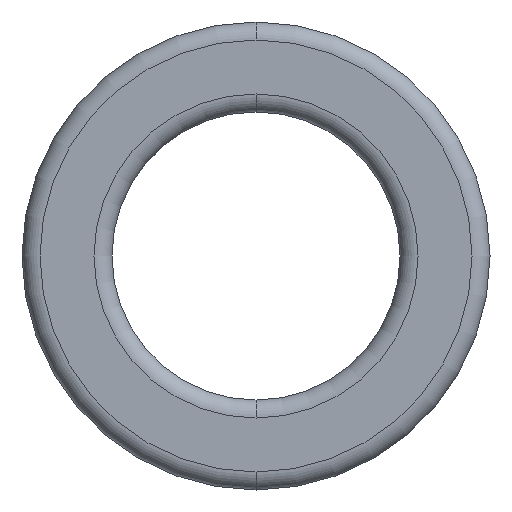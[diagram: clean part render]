
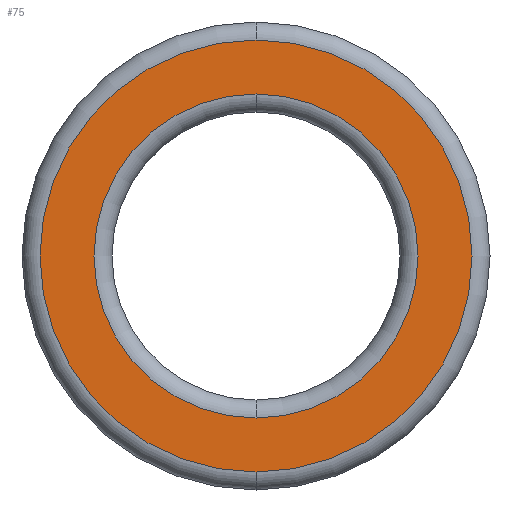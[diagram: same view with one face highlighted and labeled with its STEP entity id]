
A CAD part, front view. The second image highlights one B-rep face of the part: STEP entity #75.
In plain terms, the highlighted planar face has unit normal (0, -1, 0).
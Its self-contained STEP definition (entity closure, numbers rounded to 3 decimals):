
#4 = DIRECTION ( 'NONE',  ( 0., 1., 0. ) ) ;
#21 = CIRCLE ( 'NONE', #176, 6. ) ;
#34 = DIRECTION ( 'NONE',  ( 0., 0., 1. ) ) ;
#35 = AXIS2_PLACEMENT_3D ( 'NONE', #194, #407, #250 ) ;
#45 = DIRECTION ( 'NONE',  ( 0., 1., 0. ) ) ;
#49 = AXIS2_PLACEMENT_3D ( 'NONE', #145, #399, #115 ) ;
#75 = ADVANCED_FACE ( 'NONE', ( #206, #199 ), #357, .F. ) ;
#78 = VERTEX_POINT ( 'NONE', #391 ) ;
#82 = CARTESIAN_POINT ( 'NONE',  ( 0., -25., -4.5 ) ) ;
#93 = ORIENTED_EDGE ( 'NONE', *, *, #235, .T. ) ;
#115 = DIRECTION ( 'NONE',  ( 0., 0., 1. ) ) ;
#116 = CIRCLE ( 'NONE', #49, 6. ) ;
#138 = EDGE_CURVE ( 'NONE', #185, #78, #21, .T. ) ;
#145 = CARTESIAN_POINT ( 'NONE',  ( 0., -25., 0. ) ) ;
#150 = DIRECTION ( 'NONE',  ( 0., 0., 1. ) ) ;
#154 = CIRCLE ( 'NONE', #35, 4.5 ) ;
#161 = VERTEX_POINT ( 'NONE', #82 ) ;
#166 = ORIENTED_EDGE ( 'NONE', *, *, #375, .T. ) ;
#176 = AXIS2_PLACEMENT_3D ( 'NONE', #370, #180, #150 ) ;
#180 = DIRECTION ( 'NONE',  ( 0., -1., 0. ) ) ;
#185 = VERTEX_POINT ( 'NONE', #211 ) ;
#188 = VERTEX_POINT ( 'NONE', #398 ) ;
#193 = EDGE_LOOP ( 'NONE', ( #344, #166 ) ) ;
#194 = CARTESIAN_POINT ( 'NONE',  ( 0., -25., 0. ) ) ;
#199 = FACE_OUTER_BOUND ( 'NONE', #400, .T. ) ;
#201 = DIRECTION ( 'NONE',  ( 0., 0., 1. ) ) ;
#204 = AXIS2_PLACEMENT_3D ( 'NONE', #350, #4, #34 ) ;
#206 = FACE_BOUND ( 'NONE', #193, .T. ) ;
#211 = CARTESIAN_POINT ( 'NONE',  ( 0., -25., -6. ) ) ;
#222 = ORIENTED_EDGE ( 'NONE', *, *, #138, .T. ) ;
#233 = CIRCLE ( 'NONE', #204, 4.5 ) ;
#235 = EDGE_CURVE ( 'NONE', #78, #185, #116, .T. ) ;
#236 = CARTESIAN_POINT ( 'NONE',  ( 0., -25., 0. ) ) ;
#250 = DIRECTION ( 'NONE',  ( 0., 0., 1. ) ) ;
#281 = AXIS2_PLACEMENT_3D ( 'NONE', #236, #45, #201 ) ;
#344 = ORIENTED_EDGE ( 'NONE', *, *, #345, .T. ) ;
#345 = EDGE_CURVE ( 'NONE', #188, #161, #233, .T. ) ;
#350 = CARTESIAN_POINT ( 'NONE',  ( 0., -25., 0. ) ) ;
#357 = PLANE ( 'NONE',  #281 ) ;
#370 = CARTESIAN_POINT ( 'NONE',  ( 0., -25., 0. ) ) ;
#375 = EDGE_CURVE ( 'NONE', #161, #188, #154, .T. ) ;
#391 = CARTESIAN_POINT ( 'NONE',  ( 0., -25., 6. ) ) ;
#398 = CARTESIAN_POINT ( 'NONE',  ( 0., -25., 4.5 ) ) ;
#399 = DIRECTION ( 'NONE',  ( 0., -1., 0. ) ) ;
#400 = EDGE_LOOP ( 'NONE', ( #93, #222 ) ) ;
#407 = DIRECTION ( 'NONE',  ( 0., 1., 0. ) ) ;
